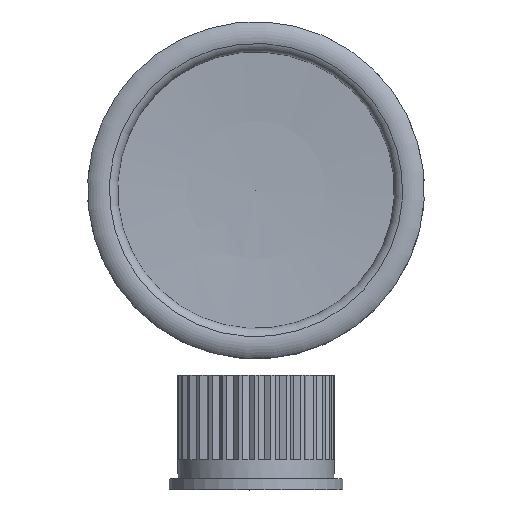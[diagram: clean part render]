
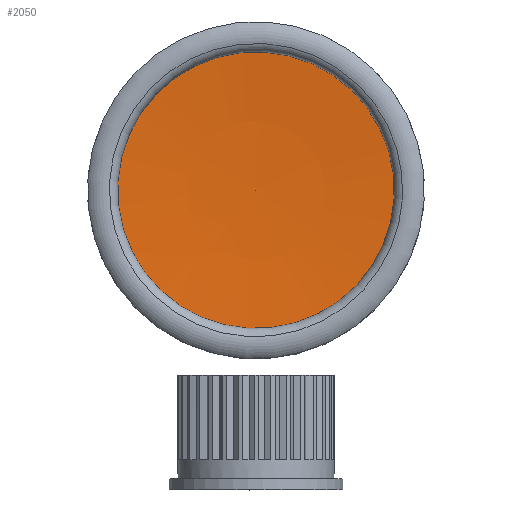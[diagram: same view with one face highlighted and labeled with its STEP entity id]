
A CAD part, top view. The second image highlights one B-rep face of the part: STEP entity #2050.
In plain terms, the highlighted spherical face has radius 287.5 mm.
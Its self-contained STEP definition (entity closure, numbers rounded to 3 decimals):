
#132=SPHERICAL_SURFACE('',#2227,287.5);
#579=FACE_OUTER_BOUND('',#687,.T.);
#687=EDGE_LOOP('',(#1444,#1445,#1446,#1447));
#799=CIRCLE('',#2214,23.);
#800=CIRCLE('',#2215,23.);
#809=CIRCLE('',#2228,287.5);
#894=VERTEX_POINT('',#3065);
#895=VERTEX_POINT('',#3066);
#903=VERTEX_POINT('',#3090);
#1108=EDGE_CURVE('',#894,#895,#799,.T.);
#1110=EDGE_CURVE('',#895,#894,#800,.T.);
#1120=EDGE_CURVE('',#894,#903,#809,.T.);
#1444=ORIENTED_EDGE('',*,*,#1108,.F.);
#1445=ORIENTED_EDGE('',*,*,#1120,.T.);
#1446=ORIENTED_EDGE('',*,*,#1120,.F.);
#1447=ORIENTED_EDGE('',*,*,#1110,.F.);
#2050=ADVANCED_FACE('',(#579),#132,.F.);
#2214=AXIS2_PLACEMENT_3D('',#3067,#2433,#2434);
#2215=AXIS2_PLACEMENT_3D('',#3069,#2436,#2437);
#2227=AXIS2_PLACEMENT_3D('',#3089,#2461,#2462);
#2228=AXIS2_PLACEMENT_3D('',#3091,#2463,#2464);
#2433=DIRECTION('center_axis',(0.,0.,-1.));
#2434=DIRECTION('ref_axis',(-1.,0.,0.));
#2436=DIRECTION('center_axis',(0.,0.,-1.));
#2437=DIRECTION('ref_axis',(-1.,0.,0.));
#2461=DIRECTION('center_axis',(0.,0.,1.));
#2462=DIRECTION('ref_axis',(1.,0.,0.));
#2463=DIRECTION('center_axis',(0.,-1.,0.));
#2464=DIRECTION('ref_axis',(-1.,0.,0.));
#3065=CARTESIAN_POINT('',(-23.,0.,-6.079));
#3066=CARTESIAN_POINT('',(23.,0.,-6.079));
#3067=CARTESIAN_POINT('Origin',(0.,0.,-6.079));
#3069=CARTESIAN_POINT('Origin',(0.,0.,-6.079));
#3089=CARTESIAN_POINT('Origin',(0.,0.,280.5));
#3090=CARTESIAN_POINT('',(0.,0.,-7.));
#3091=CARTESIAN_POINT('Origin',(0.,0.,280.5));
